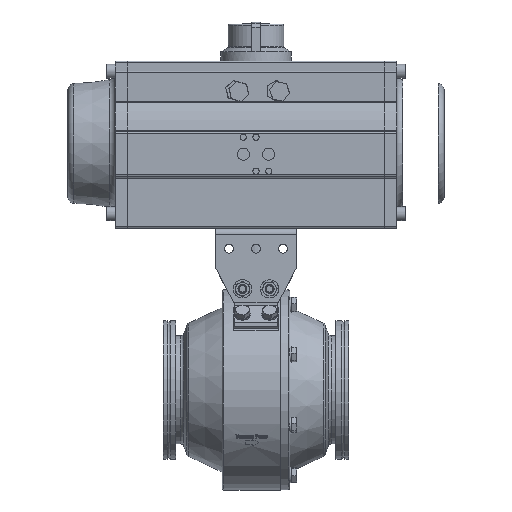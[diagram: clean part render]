
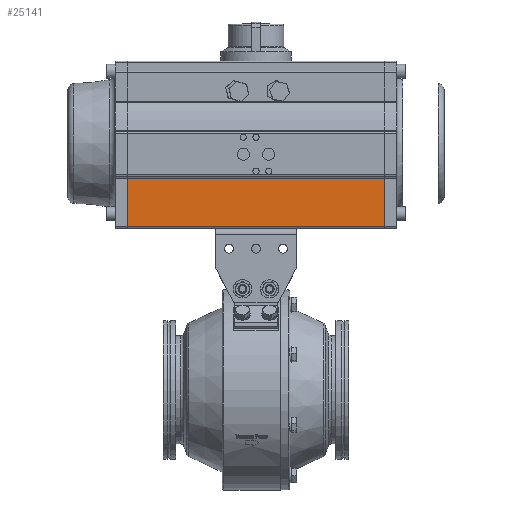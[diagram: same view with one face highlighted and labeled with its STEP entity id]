
A CAD part, top view. The second image highlights one B-rep face of the part: STEP entity #25141.
In plain terms, the highlighted planar face has unit normal (0, 0, 1).
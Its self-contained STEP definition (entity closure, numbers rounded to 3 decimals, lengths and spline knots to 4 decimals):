
#1750=PLANE('',#27007);
#2538=FACE_OUTER_BOUND('',#3811,.T.);
#3811=EDGE_LOOP('',(#19060,#19061,#19062,#19063));
#5199=LINE('',#46985,#7060);
#5201=LINE('',#46991,#7062);
#5202=LINE('',#46993,#7063);
#5203=LINE('',#46994,#7064);
#7060=VECTOR('',#30811,9.5);
#7062=VECTOR('',#30817,1.785);
#7063=VECTOR('',#30818,9.5);
#7064=VECTOR('',#30819,1.785);
#10777=VERTEX_POINT('',#46981);
#10779=VERTEX_POINT('',#46984);
#10781=VERTEX_POINT('',#46990);
#10782=VERTEX_POINT('',#46992);
#14160=EDGE_CURVE('',#10779,#10777,#5199,.F.);
#14163=EDGE_CURVE('',#10781,#10777,#5201,.T.);
#14164=EDGE_CURVE('',#10781,#10782,#5202,.T.);
#14165=EDGE_CURVE('',#10782,#10779,#5203,.T.);
#19060=ORIENTED_EDGE('',*,*,#14163,.F.);
#19061=ORIENTED_EDGE('',*,*,#14164,.T.);
#19062=ORIENTED_EDGE('',*,*,#14165,.T.);
#19063=ORIENTED_EDGE('',*,*,#14160,.T.);
#25141=ADVANCED_FACE('',(#2538),#1750,.F.);
#27007=AXIS2_PLACEMENT_3D('',#46989,#30815,#30816);
#30811=DIRECTION('',(1.,0.,0.));
#30815=DIRECTION('center_axis',(0.,0.,
-1.));
#30816=DIRECTION('ref_axis',(-1.,0.,0.));
#30817=DIRECTION('',(0.,1.,0.));
#30818=DIRECTION('',(1.,0.,0.));
#30819=DIRECTION('',(0.,1.,0.));
#46981=CARTESIAN_POINT('',(-4.75,7.8101,2.5691));
#46984=CARTESIAN_POINT('',(4.75,7.8101,2.5691));
#46985=CARTESIAN_POINT('',(-4.75,7.8101,2.5691));
#46989=CARTESIAN_POINT('Origin',(-4.75,5.9626,2.5689));
#46990=CARTESIAN_POINT('',(-4.75,6.0251,2.569));
#46991=CARTESIAN_POINT('',(-4.75,6.0251,2.569));
#46992=CARTESIAN_POINT('',(4.75,6.0251,2.569));
#46993=CARTESIAN_POINT('',(-4.75,6.0251,2.569));
#46994=CARTESIAN_POINT('',(4.75,6.0251,2.569));
